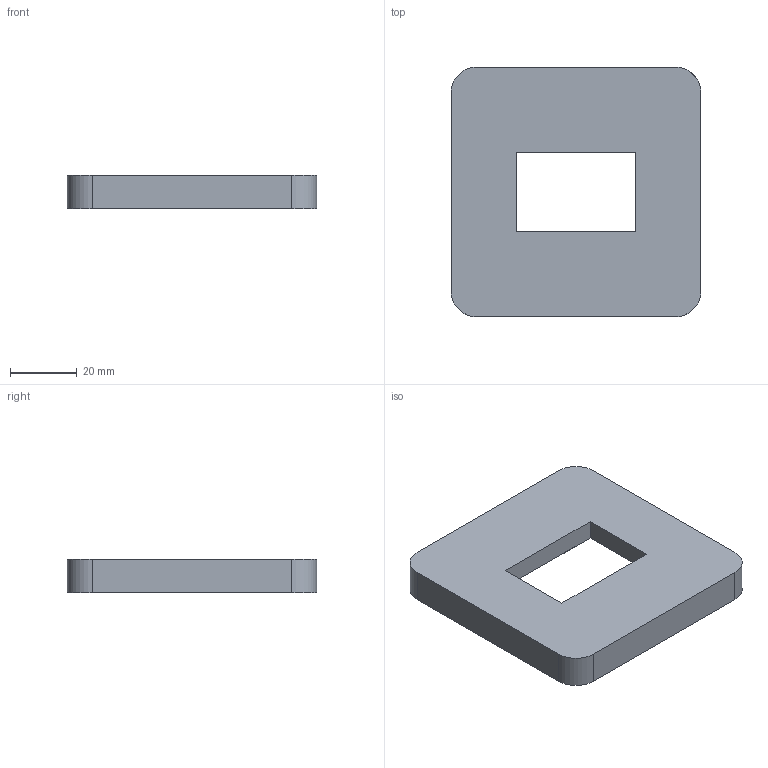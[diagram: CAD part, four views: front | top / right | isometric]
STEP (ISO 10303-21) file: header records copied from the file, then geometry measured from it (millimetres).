
FILE_DESCRIPTION (( 'STEP AP214' ), '1' );
FILE_NAME ('Birger_BD_Camera_Critical_Geometry.STEP', '2023-11-08T04:09:15', ( '' ), ( '' ), 'SwSTEP 2.0', 'SolidWorks 2022', '' );
FILE_SCHEMA (( 'AUTOMOTIVE_DESIGN' ));
Length unit declared in the file: millimetre
Products named in the file (1): Birger_BD_Camera_Critical_Geometry
Bounding box: 75 x 75 x 10 mm (x, y, z)
Volume: 36497.8 mm3; surface area: 14040.1 mm2
Topology: 7 solids, 7 shells, 99 faces, 247 edges, 148 vertices
Faces by surface type: cylinder 41, plane 30, cone 16, sphere 12
Entity records: 3226 total; most frequent: DIRECTION 516, CARTESIAN_POINT 454, ORIENTED_EDGE 430, EDGE_CURVE 215, AXIS2_PLACEMENT_3D 202, VERTEX_POINT 136, LINE 112, VECTOR 112
